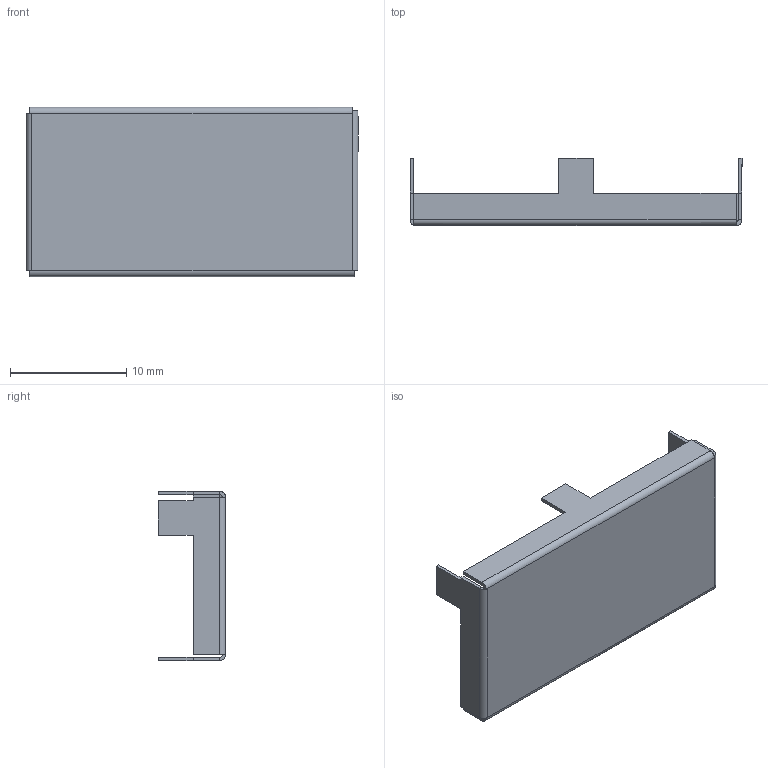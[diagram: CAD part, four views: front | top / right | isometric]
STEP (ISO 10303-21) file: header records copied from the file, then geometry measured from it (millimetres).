
FILE_DESCRIPTION (( 'STEP AP214' ), '1' );
FILE_NAME ('Shield2_汜莉3D耀倰white.STEP', '2018-05-27T18:58:08', ( '' ), ( '' ), 'SwSTEP 2.0', 'SolidWorks 2017', '' );
FILE_SCHEMA (( 'AUTOMOTIVE_DESIGN' ));
Length unit declared in the file: millimetre
Products named in the file (1): Shield2_汜莉3D耀倰white
Bounding box: 28.6 x 5.8 x 14.6 mm (x, y, z)
Volume: 194.5 mm3; surface area: 1335.7 mm2
Topology: 1 solids, 1 shells, 58 faces, 140 edges, 84 vertices
Faces by surface type: plane 50, cylinder 8
Entity records: 1674 total; most frequent: CARTESIAN_POINT 283, ORIENTED_EDGE 280, DIRECTION 278, EDGE_CURVE 140, VECTOR 120, LINE 120, VERTEX_POINT 84, AXIS2_PLACEMENT_3D 79
